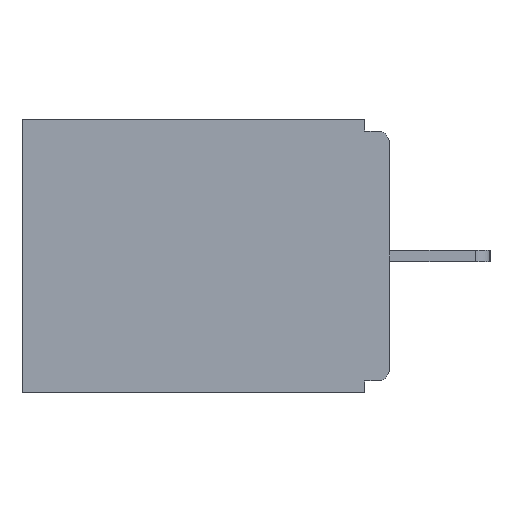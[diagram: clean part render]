
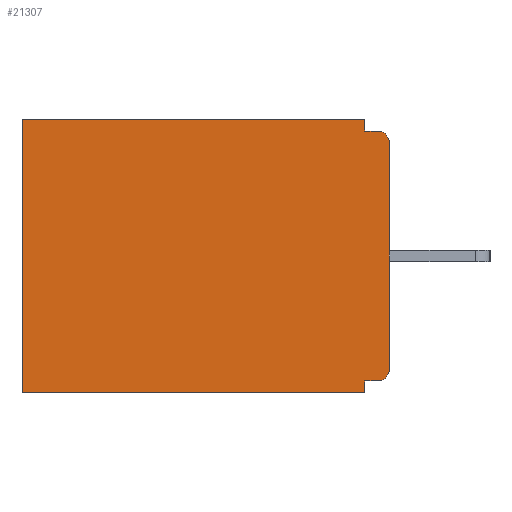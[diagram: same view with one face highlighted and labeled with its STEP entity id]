
A CAD part, left-side view. The second image highlights one B-rep face of the part: STEP entity #21307.
In plain terms, the highlighted planar face has unit normal (-1, 0, 0).
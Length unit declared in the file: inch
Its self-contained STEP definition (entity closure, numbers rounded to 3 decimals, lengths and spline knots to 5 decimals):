
#474 = CARTESIAN_POINT ( 'NONE',  ( 0.298, 0.46, -0.343 ) ) ;
#804 = DIRECTION ( 'NONE',  ( 0., 0., -1. ) ) ;
#1526 = ORIENTED_EDGE ( 'NONE', *, *, #9100, .F. ) ;
#2074 = EDGE_CURVE ( 'NONE', #17836, #16404, #3820, .T. ) ;
#2395 = CIRCLE ( 'NONE', #18393, 0.015 ) ;
#2526 = VECTOR ( 'NONE', #17921, 39.37008 ) ;
#3134 = CARTESIAN_POINT ( 'NONE',  ( 0.298, 0.46, 0. ) ) ;
#3233 = VECTOR ( 'NONE', #15465, 39.37008 ) ;
#3296 = VERTEX_POINT ( 'NONE', #474 ) ;
#3418 = LINE ( 'NONE', #3134, #21033 ) ;
#3529 = VERTEX_POINT ( 'NONE', #13106 ) ;
#3820 = CIRCLE ( 'NONE', #21064, 0.015 ) ;
#3870 = LINE ( 'NONE', #16000, #3233 ) ;
#4080 = ORIENTED_EDGE ( 'NONE', *, *, #5367, .F. ) ;
#4863 = CARTESIAN_POINT ( 'NONE',  ( 0.298, 0., -0.313 ) ) ;
#4999 = ORIENTED_EDGE ( 'NONE', *, *, #13891, .T. ) ;
#5263 = CARTESIAN_POINT ( 'NONE',  ( 0.298, 0.031, -0.328 ) ) ;
#5367 = EDGE_CURVE ( 'NONE', #20696, #19607, #14749, .T. ) ;
#5476 = CARTESIAN_POINT ( 'NONE',  ( 0.298, 0.031, -0.343 ) ) ;
#5546 = ORIENTED_EDGE ( 'NONE', *, *, #18019, .T. ) ;
#5950 = CARTESIAN_POINT ( 'NONE',  ( 0.298, 0.015, -0.015 ) ) ;
#6471 = VERTEX_POINT ( 'NONE', #15789 ) ;
#7081 = LINE ( 'NONE', #11139, #23253 ) ;
#7150 = CARTESIAN_POINT ( 'NONE',  ( 0.298, 0.015, -0.328 ) ) ;
#7410 = LINE ( 'NONE', #5476, #7519 ) ;
#7519 = VECTOR ( 'NONE', #15360, 39.37008 ) ;
#8319 = EDGE_CURVE ( 'NONE', #20382, #20406, #2395, .T. ) ;
#8665 = ORIENTED_EDGE ( 'NONE', *, *, #19505, .F. ) ;
#9088 = CARTESIAN_POINT ( 'NONE',  ( 0.298, 0., 0. ) ) ;
#9097 = DIRECTION ( 'NONE',  ( 0., -1., 0. ) ) ;
#9100 = EDGE_CURVE ( 'NONE', #3529, #20406, #21393, .T. ) ;
#9140 = EDGE_CURVE ( 'NONE', #17836, #20696, #3870, .T. ) ;
#9161 = ORIENTED_EDGE ( 'NONE', *, *, #8319, .T. ) ;
#10286 = CARTESIAN_POINT ( 'NONE',  ( 0.298, 0.015, -0.03 ) ) ;
#11043 = ORIENTED_EDGE ( 'NONE', *, *, #9140, .F. ) ;
#11139 = CARTESIAN_POINT ( 'NONE',  ( 0.298, 0., 0. ) ) ;
#11234 = VECTOR ( 'NONE', #9097, 39.37008 ) ;
#12429 = DIRECTION ( 'NONE',  ( 0., 0., -1. ) ) ;
#13106 = CARTESIAN_POINT ( 'NONE',  ( 0.298, 0.031, -0.015 ) ) ;
#13450 = ORIENTED_EDGE ( 'NONE', *, *, #19772, .F. ) ;
#13891 = EDGE_CURVE ( 'NONE', #24575, #3296, #3418, .T. ) ;
#14559 = CARTESIAN_POINT ( 'NONE',  ( 0.298, 0.015, -0.313 ) ) ;
#14749 = LINE ( 'NONE', #16856, #23975 ) ;
#14801 = FACE_OUTER_BOUND ( 'NONE', #23092, .T. ) ;
#15360 = DIRECTION ( 'NONE',  ( 0., 0., -1. ) ) ;
#15465 = DIRECTION ( 'NONE',  ( 0., 1., 0. ) ) ;
#15789 = CARTESIAN_POINT ( 'NONE',  ( 0.298, 0.031, 0. ) ) ;
#15816 = LINE ( 'NONE', #19873, #2526 ) ;
#16000 = CARTESIAN_POINT ( 'NONE',  ( 0.298, 0., -0.328 ) ) ;
#16404 = VERTEX_POINT ( 'NONE', #4863 ) ;
#16423 = DIRECTION ( 'NONE',  ( 0., 0., -1. ) ) ;
#16769 = PLANE ( 'NONE',  #16864 ) ;
#16856 = CARTESIAN_POINT ( 'NONE',  ( 0.298, 0.031, -0.343 ) ) ;
#16864 = AXIS2_PLACEMENT_3D ( 'NONE', #9088, #24772, #804 ) ;
#17836 = VERTEX_POINT ( 'NONE', #7150 ) ;
#17921 = DIRECTION ( 'NONE',  ( 0., 1., 0. ) ) ;
#18019 = EDGE_CURVE ( 'NONE', #6471, #24575, #7081, .T. ) ;
#18393 = AXIS2_PLACEMENT_3D ( 'NONE', #10286, #20727, #12429 ) ;
#19458 = DIRECTION ( 'NONE',  ( 0., 0., -1. ) ) ;
#19505 = EDGE_CURVE ( 'NONE', #20382, #16404, #21842, .T. ) ;
#19566 = CARTESIAN_POINT ( 'NONE',  ( 0.298, 0., 0. ) ) ;
#19607 = VERTEX_POINT ( 'NONE', #22076 ) ;
#19772 = EDGE_CURVE ( 'NONE', #6471, #3529, #7410, .T. ) ;
#19873 = CARTESIAN_POINT ( 'NONE',  ( 0.298, 0., -0.343 ) ) ;
#20160 = CARTESIAN_POINT ( 'NONE',  ( 0.298, 0., -0.03 ) ) ;
#20382 = VERTEX_POINT ( 'NONE', #20160 ) ;
#20406 = VERTEX_POINT ( 'NONE', #5950 ) ;
#20567 = ORIENTED_EDGE ( 'NONE', *, *, #2074, .T. ) ;
#20696 = VERTEX_POINT ( 'NONE', #5263 ) ;
#20727 = DIRECTION ( 'NONE',  ( -1., 0., 0. ) ) ;
#20733 = ORIENTED_EDGE ( 'NONE', *, *, #20794, .F. ) ;
#20794 = EDGE_CURVE ( 'NONE', #19607, #3296, #15816, .T. ) ;
#21033 = VECTOR ( 'NONE', #23426, 39.37008 ) ;
#21064 = AXIS2_PLACEMENT_3D ( 'NONE', #14559, #22857, #16423 ) ;
#21307 = ADVANCED_FACE ( 'NONE', ( #14801 ), #16769, .F. ) ;
#21393 = LINE ( 'NONE', #23234, #11234 ) ;
#21842 = LINE ( 'NONE', #19566, #23107 ) ;
#22076 = CARTESIAN_POINT ( 'NONE',  ( 0.298, 0.031, -0.343 ) ) ;
#22652 = DIRECTION ( 'NONE',  ( 0., 0., -1. ) ) ;
#22857 = DIRECTION ( 'NONE',  ( -1., 0., 0. ) ) ;
#23092 = EDGE_LOOP ( 'NONE', ( #9161, #1526, #13450, #5546, #4999, #20733, #4080, #11043, #20567, #8665 ) ) ;
#23107 = VECTOR ( 'NONE', #19458, 39.37008 ) ;
#23234 = CARTESIAN_POINT ( 'NONE',  ( 0.298, 0., -0.015 ) ) ;
#23235 = CARTESIAN_POINT ( 'NONE',  ( 0.298, 0.46, 0. ) ) ;
#23253 = VECTOR ( 'NONE', #24571, 39.37008 ) ;
#23426 = DIRECTION ( 'NONE',  ( 0., 0., -1. ) ) ;
#23975 = VECTOR ( 'NONE', #22652, 39.37008 ) ;
#24571 = DIRECTION ( 'NONE',  ( 0., 1., 0. ) ) ;
#24575 = VERTEX_POINT ( 'NONE', #23235 ) ;
#24772 = DIRECTION ( 'NONE',  ( 1., 0., 0. ) ) ;
